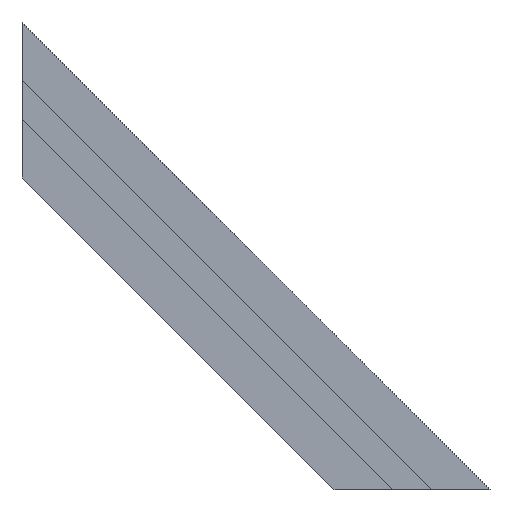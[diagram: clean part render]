
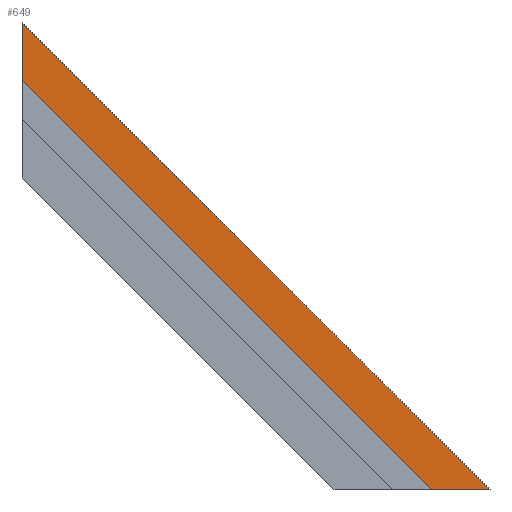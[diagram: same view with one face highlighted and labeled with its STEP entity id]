
A CAD part, left-side view. The second image highlights one B-rep face of the part: STEP entity #649.
In plain terms, the highlighted planar face has unit normal (-1, 0, 0).
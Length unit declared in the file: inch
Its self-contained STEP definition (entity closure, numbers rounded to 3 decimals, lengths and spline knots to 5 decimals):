
#94=CARTESIAN_POINT('',(-0.5,0.,3.71231));
#95=VERTEX_POINT('',#94);
#102=CARTESIAN_POINT('',(-0.5,0.,4.24264));
#103=VERTEX_POINT('',#102);
#104=CARTESIAN_POINT('',(-0.5,0.,4.24264));
#105=DIRECTION('',(0.0,0.,-1.0));
#106=VECTOR('',#105,0.53033);
#107=LINE('',#104,#106);
#108=EDGE_CURVE('',#103,#95,#107,.T.);
#539=CARTESIAN_POINT('',(-0.5,-4.24264,0.));
#540=VERTEX_POINT('',#539);
#547=CARTESIAN_POINT('',(-0.5,-3.71231,0.));
#548=VERTEX_POINT('',#547);
#549=CARTESIAN_POINT('',(-0.5,-3.71231,0.));
#550=DIRECTION('',(0.0,-1.0,0.));
#551=VECTOR('',#550,0.53033);
#552=LINE('',#549,#551);
#553=EDGE_CURVE('',#548,#540,#552,.T.);
#624=CARTESIAN_POINT('',(-0.5,0.,3.71231));
#625=DIRECTION('',(0.0,-0.707,-0.707));
#626=VECTOR('',#625,5.25);
#627=LINE('',#624,#626);
#628=EDGE_CURVE('',#95,#548,#627,.T.);
#633=CARTESIAN_POINT('',(-0.5,0.26517,3.97748));
#634=DIRECTION('',(-1.0,0.0,0.0));
#635=DIRECTION('',(0.0,-0.707,-0.707));
#636=AXIS2_PLACEMENT_3D('',#633,#634,#635);
#637=PLANE('',#636);
#638=ORIENTED_EDGE('',*,*,#108,.T.);
#639=ORIENTED_EDGE('',*,*,#628,.T.);
#640=ORIENTED_EDGE('',*,*,#553,.T.);
#641=CARTESIAN_POINT('',(-0.5,0.,4.24264));
#642=DIRECTION('',(0.0,-0.707,-0.707));
#643=VECTOR('',#642,6.0);
#644=LINE('',#641,#643);
#645=EDGE_CURVE('',#103,#540,#644,.T.);
#646=ORIENTED_EDGE('',*,*,#645,.F.);
#647=EDGE_LOOP('',(#638,#639,#640,#646));
#648=FACE_OUTER_BOUND('',#647,.T.);
#649=ADVANCED_FACE('',(#648),#637,.T.);
